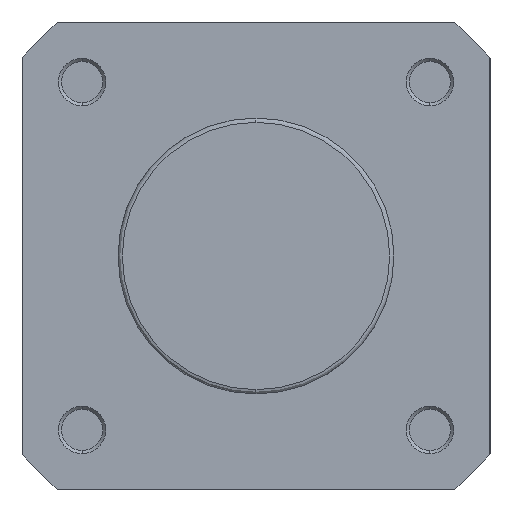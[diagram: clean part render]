
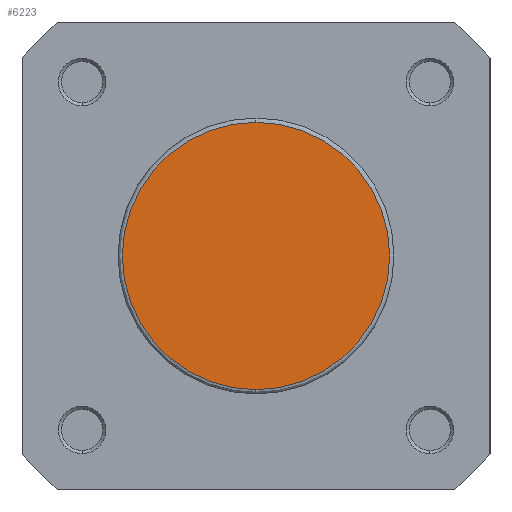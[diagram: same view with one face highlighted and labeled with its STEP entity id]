
A CAD part, left-side view. The second image highlights one B-rep face of the part: STEP entity #6223.
In plain terms, the highlighted planar face has unit normal (-1, 0, 0).
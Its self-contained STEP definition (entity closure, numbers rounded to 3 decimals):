
#132 = CIRCLE ( 'NONE', #5342, 21.7 ) ;
#847 = CIRCLE ( 'NONE', #5405, 21.7 ) ;
#1090 = FACE_OUTER_BOUND ( 'NONE', #2685, .T. ) ;
#1675 = CARTESIAN_POINT ( 'NONE',  ( 0., 0., 0. ) ) ;
#1677 = DIRECTION ( 'NONE',  ( -1., 0., 0. ) ) ;
#1678 = DIRECTION ( 'NONE',  ( 0., 0., -1. ) ) ;
#2141 = CARTESIAN_POINT ( 'NONE',  ( 0., 22.4, 0. ) ) ;
#2142 = PLANE ( 'NONE',  #5540 ) ;
#2144 = DIRECTION ( 'NONE',  ( 1., 0., 0. ) ) ;
#2145 = DIRECTION ( 'NONE',  ( 0., 0., -1. ) ) ;
#2685 = EDGE_LOOP ( 'NONE', ( #2894, #2893 ) ) ;
#2893 = ORIENTED_EDGE ( 'NONE', *, *, #5881, .T. ) ;
#2894 = ORIENTED_EDGE ( 'NONE', *, *, #6095, .T. ) ;
#3996 = VERTEX_POINT ( 'NONE', #4479 ) ;
#3997 = VERTEX_POINT ( 'NONE', #4480 ) ;
#4479 = CARTESIAN_POINT ( 'NONE',  ( 0., 0., 21.7 ) ) ;
#4480 = CARTESIAN_POINT ( 'NONE',  ( 0., 0., -21.7 ) ) ;
#4951 = CARTESIAN_POINT ( 'NONE',  ( 0., 0., 0. ) ) ;
#4962 = DIRECTION ( 'NONE',  ( -1., 0., 0. ) ) ;
#4963 = DIRECTION ( 'NONE',  ( 0., 0., -1. ) ) ;
#5342 = AXIS2_PLACEMENT_3D ( 'NONE', #4951, #4962, #4963 ) ;
#5405 = AXIS2_PLACEMENT_3D ( 'NONE', #1675, #1677, #1678 ) ;
#5540 = AXIS2_PLACEMENT_3D ( 'NONE', #2141, #2144, #2145 ) ;
#5881 = EDGE_CURVE ( 'NONE', #3996, #3997, #132, .T. ) ;
#6095 = EDGE_CURVE ( 'NONE', #3997, #3996, #847, .T. ) ;
#6223 = ADVANCED_FACE ( 'NONE', ( #1090 ), #2142, .F. ) ;
